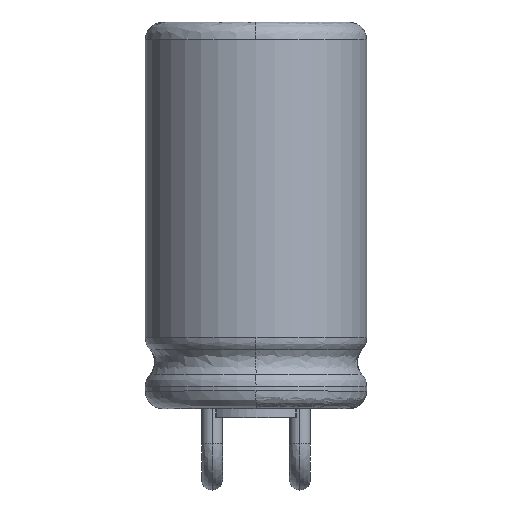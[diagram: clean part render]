
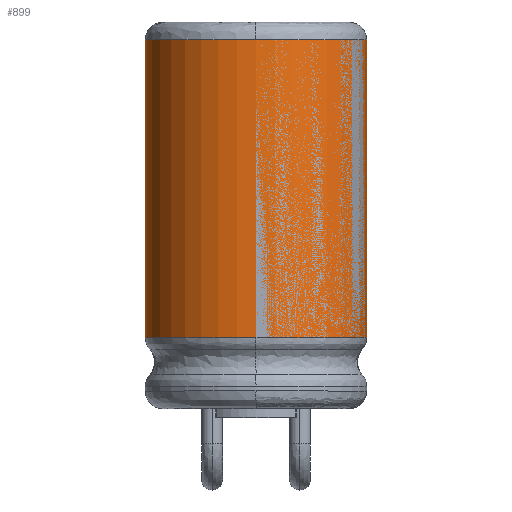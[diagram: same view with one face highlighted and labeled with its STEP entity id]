
A CAD part, top view. The second image highlights one B-rep face of the part: STEP entity #899.
In plain terms, the highlighted cylindrical face has radius 3.15 mm (diameter 6.3 mm), a partial arc.
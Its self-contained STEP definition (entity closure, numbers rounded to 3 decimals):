
#188 = VECTOR ( 'NONE', #2340, 1000. ) ;
#352 = VERTEX_POINT ( 'NONE', #2034 ) ;
#460 = VECTOR ( 'NONE', #2445, 1000. ) ;
#471 = CARTESIAN_POINT ( 'NONE',  ( -3.15, 11., 0. ) ) ;
#488 = LINE ( 'NONE', #1881, #188 ) ;
#555 = VERTEX_POINT ( 'NONE', #989 ) ;
#556 = EDGE_CURVE ( 'NONE', #352, #1228, #1021, .T. ) ;
#612 = EDGE_CURVE ( 'NONE', #2593, #1228, #1933, .T. ) ;
#758 = AXIS2_PLACEMENT_3D ( 'NONE', #2049, #2218, #878 ) ;
#869 = ORIENTED_EDGE ( 'NONE', *, *, #556, .F. ) ;
#878 = DIRECTION ( 'NONE',  ( -1., 0., 0. ) ) ;
#880 = CARTESIAN_POINT ( 'NONE',  ( 3.15, 11., 0. ) ) ;
#899 = ADVANCED_FACE ( 'NONE', ( #1615 ), #2084, .T. ) ;
#989 = CARTESIAN_POINT ( 'NONE',  ( 3.15, 2.52, 0. ) ) ;
#1021 = LINE ( 'NONE', #2622, #460 ) ;
#1228 = VERTEX_POINT ( 'NONE', #471 ) ;
#1232 = EDGE_LOOP ( 'NONE', ( #2945, #2433, #1307, #869 ) ) ;
#1307 = ORIENTED_EDGE ( 'NONE', *, *, #612, .T. ) ;
#1615 = FACE_OUTER_BOUND ( 'NONE', #1232, .T. ) ;
#1664 = DIRECTION ( 'NONE',  ( 0., 1., 0. ) ) ;
#1763 = DIRECTION ( 'NONE',  ( -1., 0., 0. ) ) ;
#1881 = CARTESIAN_POINT ( 'NONE',  ( 3.15, 12.922, 0. ) ) ;
#1933 = CIRCLE ( 'NONE', #758, 3.15 ) ;
#1988 = CIRCLE ( 'NONE', #2892, 3.15 ) ;
#2034 = CARTESIAN_POINT ( 'NONE',  ( -3.15, 2.52, 0. ) ) ;
#2049 = CARTESIAN_POINT ( 'NONE',  ( 0., 11., 0. ) ) ;
#2084 = CYLINDRICAL_SURFACE ( 'NONE', #2650, 3.15 ) ;
#2218 = DIRECTION ( 'NONE',  ( 0., -1., 0. ) ) ;
#2239 = DIRECTION ( 'NONE',  ( 0., 1., 0. ) ) ;
#2340 = DIRECTION ( 'NONE',  ( 0., 1., 0. ) ) ;
#2433 = ORIENTED_EDGE ( 'NONE', *, *, #2573, .T. ) ;
#2445 = DIRECTION ( 'NONE',  ( 0., 1., 0. ) ) ;
#2518 = EDGE_CURVE ( 'NONE', #352, #555, #1988, .T. ) ;
#2573 = EDGE_CURVE ( 'NONE', #555, #2593, #488, .T. ) ;
#2576 = DIRECTION ( 'NONE',  ( -1., 0., 0. ) ) ;
#2593 = VERTEX_POINT ( 'NONE', #880 ) ;
#2622 = CARTESIAN_POINT ( 'NONE',  ( -3.15, 12.922, 0. ) ) ;
#2650 = AXIS2_PLACEMENT_3D ( 'NONE', #2759, #1664, #2576 ) ;
#2759 = CARTESIAN_POINT ( 'NONE',  ( 0., 12.922, 0. ) ) ;
#2892 = AXIS2_PLACEMENT_3D ( 'NONE', #2923, #2239, #1763 ) ;
#2923 = CARTESIAN_POINT ( 'NONE',  ( 0., 2.52, 0. ) ) ;
#2945 = ORIENTED_EDGE ( 'NONE', *, *, #2518, .T. ) ;
